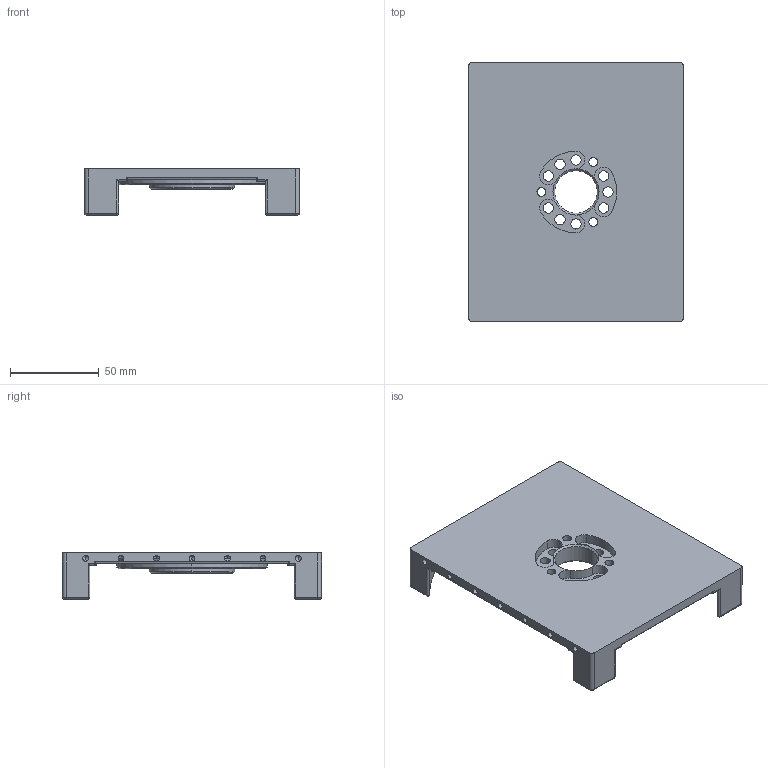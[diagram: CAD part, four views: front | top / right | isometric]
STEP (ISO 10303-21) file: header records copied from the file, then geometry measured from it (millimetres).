
FILE_DESCRIPTION (( 'STEP AP203' ), '1' );
FILE_NAME ('萇喀菁裔.STEP', '2025-07-04T03:26:06', ( 'wsy' ), ( '' ), 'SwSTEP 2.0', 'SolidWorks 2020', '' );
FILE_SCHEMA (( 'CONFIG_CONTROL_DESIGN' ));
Length unit declared in the file: millimetre
Products named in the file (1): 萇喀菁裔
Bounding box: 121 x 146 x 26 mm (x, y, z)
Volume: 106128.9 mm3; surface area: 49232.9 mm2
Topology: 1 solids, 1 shells, 329 faces, 890 edges, 516 vertices
Faces by surface type: cylinder 162, cone 74, plane 55, torus 20, sphere 10, bspline 8
Entity records: 10347 total; most frequent: CARTESIAN_POINT 2064, DIRECTION 1856, ORIENTED_EDGE 1676, EDGE_CURVE 838, AXIS2_PLACEMENT_3D 736, VERTEX_POINT 512, CIRCLE 414, VECTOR 384
